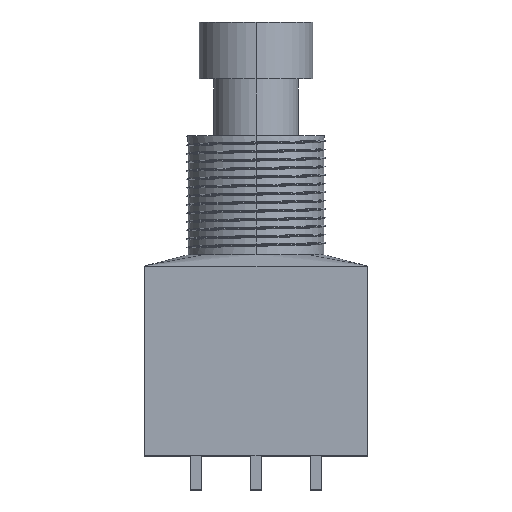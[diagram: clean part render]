
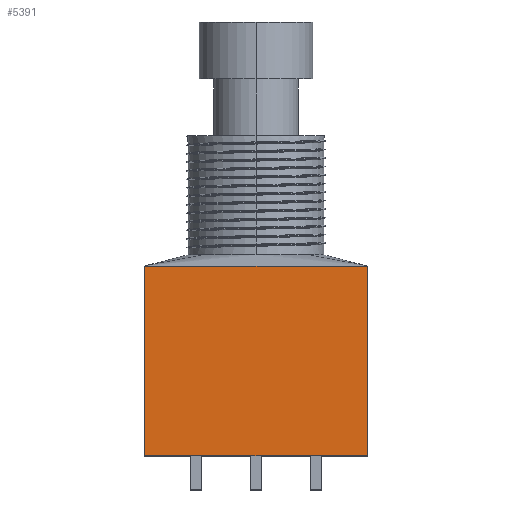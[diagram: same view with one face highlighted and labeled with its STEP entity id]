
A CAD part, top view. The second image highlights one B-rep face of the part: STEP entity #5391.
In plain terms, the highlighted planar face has unit normal (0, 0, 1).
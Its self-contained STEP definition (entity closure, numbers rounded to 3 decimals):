
#81 = DIRECTION ( 'NONE',  ( 0., 1., 0. ) ) ;
#84 = DIRECTION ( 'NONE',  ( 0., 1., 0. ) ) ;
#92 = CARTESIAN_POINT ( 'NONE',  ( 9.8, 15.5, 8.5 ) ) ;
#643 = EDGE_CURVE ( 'NONE', #2109, #3922, #3330, .T. ) ;
#1009 = PLANE ( 'NONE',  #4802 ) ;
#1250 = VECTOR ( 'NONE', #1499, 1000. ) ;
#1317 = DIRECTION ( 'NONE',  ( -1., 0., 0. ) ) ;
#1381 = CARTESIAN_POINT ( 'NONE',  ( -9.8, -1.2, 8.5 ) ) ;
#1408 = CARTESIAN_POINT ( 'NONE',  ( 9.8, -1.2, 8.5 ) ) ;
#1419 = VECTOR ( 'NONE', #84, 1000. ) ;
#1499 = DIRECTION ( 'NONE',  ( -1., 0., 0. ) ) ;
#1531 = CARTESIAN_POINT ( 'NONE',  ( 9.8, 15.5, 8.5 ) ) ;
#1571 = VERTEX_POINT ( 'NONE', #1408 ) ;
#1658 = EDGE_CURVE ( 'NONE', #3874, #3922, #5392, .T. ) ;
#1665 = DIRECTION ( 'NONE',  ( 0., 0., -1. ) ) ;
#2050 = DIRECTION ( 'NONE',  ( -1., 0., 0. ) ) ;
#2109 = VERTEX_POINT ( 'NONE', #92 ) ;
#2310 = ORIENTED_EDGE ( 'NONE', *, *, #1658, .F. ) ;
#2379 = VECTOR ( 'NONE', #81, 1000. ) ;
#2382 = CARTESIAN_POINT ( 'NONE',  ( -9.8, -1.2, 8.5 ) ) ;
#2584 = LINE ( 'NONE', #4798, #4630 ) ;
#3330 = LINE ( 'NONE', #1531, #1250 ) ;
#3460 = CARTESIAN_POINT ( 'NONE',  ( 9.8, -1.2, 8.5 ) ) ;
#3648 = EDGE_CURVE ( 'NONE', #1571, #3874, #2584, .T. ) ;
#3780 = ORIENTED_EDGE ( 'NONE', *, *, #4857, .T. ) ;
#3874 = VERTEX_POINT ( 'NONE', #2382 ) ;
#3905 = ORIENTED_EDGE ( 'NONE', *, *, #643, .T. ) ;
#3922 = VERTEX_POINT ( 'NONE', #5587 ) ;
#4625 = CARTESIAN_POINT ( 'NONE',  ( 9.8, -1.2, 8.5 ) ) ;
#4630 = VECTOR ( 'NONE', #1317, 1000. ) ;
#4798 = CARTESIAN_POINT ( 'NONE',  ( 9.8, -1.2, 8.5 ) ) ;
#4802 = AXIS2_PLACEMENT_3D ( 'NONE', #3460, #1665, #2050 ) ;
#4857 = EDGE_CURVE ( 'NONE', #1571, #2109, #5419, .T. ) ;
#5018 = FACE_OUTER_BOUND ( 'NONE', #5649, .T. ) ;
#5378 = ORIENTED_EDGE ( 'NONE', *, *, #3648, .F. ) ;
#5391 = ADVANCED_FACE ( 'NONE', ( #5018 ), #1009, .F. ) ;
#5392 = LINE ( 'NONE', #1381, #1419 ) ;
#5419 = LINE ( 'NONE', #4625, #2379 ) ;
#5587 = CARTESIAN_POINT ( 'NONE',  ( -9.8, 15.5, 8.5 ) ) ;
#5649 = EDGE_LOOP ( 'NONE', ( #3780, #3905, #2310, #5378 ) ) ;
